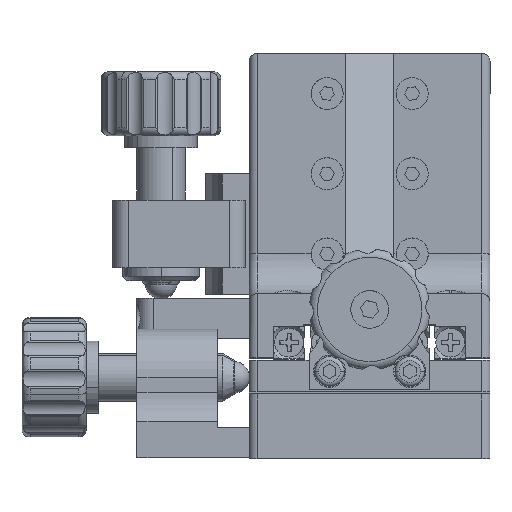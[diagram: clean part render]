
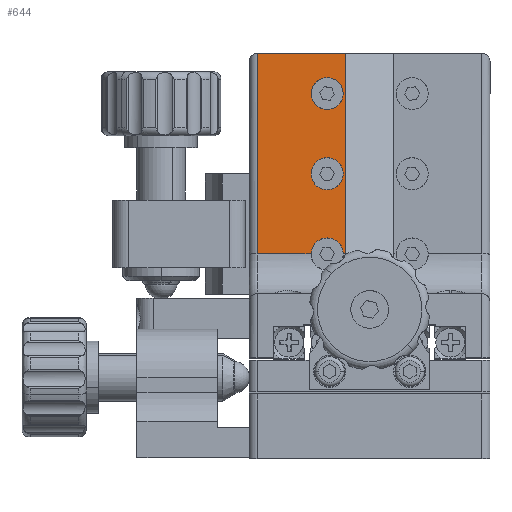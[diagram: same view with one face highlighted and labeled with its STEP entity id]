
A CAD part, top view. The second image highlights one B-rep face of the part: STEP entity #644.
In plain terms, the highlighted planar face has unit normal (0, 0, 1).
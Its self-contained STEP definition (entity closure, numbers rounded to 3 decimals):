
#644 = ADVANCED_FACE ( 'NONE', ( #65890, #71667, #4573 ), #9158, .F. ) ;
#699 = CIRCLE ( 'NONE', #72209, 2. ) ;
#718 = CARTESIAN_POINT ( 'NONE',  ( -3., 17.5, -15. ) ) ;
#949 = ORIENTED_EDGE ( 'NONE', *, *, #10187, .F. ) ;
#1116 = VERTEX_POINT ( 'NONE', #30643 ) ;
#1681 = DIRECTION ( 'NONE',  ( 1., 0., 0. ) ) ;
#1841 = CARTESIAN_POINT ( 'NONE',  ( -3.3, 27.5, -15. ) ) ;
#2132 = AXIS2_PLACEMENT_3D ( 'NONE', #14809, #46401, #9676 ) ;
#2157 = DIRECTION ( 'NONE',  ( 0., 0., 1. ) ) ;
#2943 = ORIENTED_EDGE ( 'NONE', *, *, #6118, .F. ) ;
#4573 = FACE_OUTER_BOUND ( 'NONE', #49559, .T. ) ;
#4706 = VERTEX_POINT ( 'NONE', #1841 ) ;
#5523 = VERTEX_POINT ( 'NONE', #718 ) ;
#6118 = EDGE_CURVE ( 'NONE', #1116, #5523, #62314, .T. ) ;
#6368 = EDGE_CURVE ( 'NONE', #8137, #10135, #23062, .T. ) ;
#8137 = VERTEX_POINT ( 'NONE', #70294 ) ;
#8524 = EDGE_CURVE ( 'NONE', #5523, #22163, #54425, .T. ) ;
#8976 = LINE ( 'NONE', #22221, #72211 ) ;
#9158 = PLANE ( 'NONE',  #2132 ) ;
#9405 = CARTESIAN_POINT ( 'NONE',  ( -3., 17.5, -15. ) ) ;
#9676 = DIRECTION ( 'NONE',  ( 0., -1., 0. ) ) ;
#10135 = VERTEX_POINT ( 'NONE', #43530 ) ;
#10187 = EDGE_CURVE ( 'NONE', #60900, #4706, #55179, .T. ) ;
#10370 = DIRECTION ( 'NONE',  ( 0., 0., 1. ) ) ;
#10604 = CARTESIAN_POINT ( 'NONE',  ( -14., 42.5, -15. ) ) ;
#13155 = ORIENTED_EDGE ( 'NONE', *, *, #69976, .F. ) ;
#13924 = AXIS2_PLACEMENT_3D ( 'NONE', #23289, #29466, #54066 ) ;
#14031 = DIRECTION ( 'NONE',  ( 0., 0., 1. ) ) ;
#14809 = CARTESIAN_POINT ( 'NONE',  ( -3., 42.5, -15. ) ) ;
#16461 = VERTEX_POINT ( 'NONE', #45453 ) ;
#16609 = DIRECTION ( 'NONE',  ( -1., 0., 0. ) ) ;
#19021 = AXIS2_PLACEMENT_3D ( 'NONE', #38929, #2157, #45054 ) ;
#19279 = VECTOR ( 'NONE', #58946, 1000. ) ;
#20296 = LINE ( 'NONE', #22257, #19279 ) ;
#21568 = CIRCLE ( 'NONE', #34908, 2. ) ;
#21760 = EDGE_CURVE ( 'NONE', #1116, #60629, #20296, .T. ) ;
#22163 = VERTEX_POINT ( 'NONE', #63586 ) ;
#22221 = CARTESIAN_POINT ( 'NONE',  ( -3., 17.5, -15. ) ) ;
#22257 = CARTESIAN_POINT ( 'NONE',  ( -3., 42.5, -15. ) ) ;
#23062 = CIRCLE ( 'NONE', #19021, 2. ) ;
#23289 = CARTESIAN_POINT ( 'NONE',  ( -5.3, 37.5, -15. ) ) ;
#23943 = CARTESIAN_POINT ( 'NONE',  ( -7.3, 17.5, -15. ) ) ;
#27825 = DIRECTION ( 'NONE',  ( 1., 0., 0. ) ) ;
#27895 = CARTESIAN_POINT ( 'NONE',  ( -14., 42.5, -15. ) ) ;
#28853 = VECTOR ( 'NONE', #71018, 1000. ) ;
#29466 = DIRECTION ( 'NONE',  ( 0., 0., 1. ) ) ;
#29559 = VECTOR ( 'NONE', #76167, 1000. ) ;
#30643 = CARTESIAN_POINT ( 'NONE',  ( -3., 42.5, -15. ) ) ;
#31170 = ORIENTED_EDGE ( 'NONE', *, *, #49671, .F. ) ;
#34908 = AXIS2_PLACEMENT_3D ( 'NONE', #58872, #10370, #27825 ) ;
#38929 = CARTESIAN_POINT ( 'NONE',  ( -5.3, 37.5, -15. ) ) ;
#42394 = EDGE_CURVE ( 'NONE', #60629, #16461, #51899, .T. ) ;
#43447 = ORIENTED_EDGE ( 'NONE', *, *, #8524, .F. ) ;
#43530 = CARTESIAN_POINT ( 'NONE',  ( -7.3, 37.5, -15. ) ) ;
#44293 = CARTESIAN_POINT ( 'NONE',  ( -5.3, 27.5, -15. ) ) ;
#44868 = AXIS2_PLACEMENT_3D ( 'NONE', #44293, #14031, #1681 ) ;
#45054 = DIRECTION ( 'NONE',  ( 1., 0., 0. ) ) ;
#45453 = CARTESIAN_POINT ( 'NONE',  ( -14., 17.5, -15. ) ) ;
#46401 = DIRECTION ( 'NONE',  ( 0., 0., -1. ) ) ;
#47366 = DIRECTION ( 'NONE',  ( 1., 0., 0. ) ) ;
#48242 = ORIENTED_EDGE ( 'NONE', *, *, #71518, .F. ) ;
#49559 = EDGE_LOOP ( 'NONE', ( #13155, #31170, #43447, #2943, #60148, #64789 ) ) ;
#49671 = EDGE_CURVE ( 'NONE', #22163, #71823, #699, .T. ) ;
#51899 = LINE ( 'NONE', #10604, #57693 ) ;
#54003 = CARTESIAN_POINT ( 'NONE',  ( -7.3, 27.5, -15. ) ) ;
#54066 = DIRECTION ( 'NONE',  ( 1., 0., 0. ) ) ;
#54405 = ORIENTED_EDGE ( 'NONE', *, *, #6368, .F. ) ;
#54425 = LINE ( 'NONE', #9405, #29559 ) ;
#55179 = CIRCLE ( 'NONE', #44868, 2. ) ;
#57693 = VECTOR ( 'NONE', #66573, 1000. ) ;
#58451 = CIRCLE ( 'NONE', #13924, 2. ) ;
#58872 = CARTESIAN_POINT ( 'NONE',  ( -5.3, 27.5, -15. ) ) ;
#58946 = DIRECTION ( 'NONE',  ( -1., 0., 0. ) ) ;
#59811 = EDGE_LOOP ( 'NONE', ( #48242, #949 ) ) ;
#60148 = ORIENTED_EDGE ( 'NONE', *, *, #21760, .T. ) ;
#60629 = VERTEX_POINT ( 'NONE', #27895 ) ;
#60900 = VERTEX_POINT ( 'NONE', #54003 ) ;
#61560 = EDGE_CURVE ( 'NONE', #10135, #8137, #58451, .T. ) ;
#62314 = LINE ( 'NONE', #70745, #28853 ) ;
#63586 = CARTESIAN_POINT ( 'NONE',  ( -3.3, 17.5, -15. ) ) ;
#64789 = ORIENTED_EDGE ( 'NONE', *, *, #42394, .T. ) ;
#65890 = FACE_BOUND ( 'NONE', #67923, .T. ) ;
#66573 = DIRECTION ( 'NONE',  ( 0., -1., 0. ) ) ;
#67923 = EDGE_LOOP ( 'NONE', ( #54405, #70232 ) ) ;
#69976 = EDGE_CURVE ( 'NONE', #71823, #16461, #8976, .T. ) ;
#70232 = ORIENTED_EDGE ( 'NONE', *, *, #61560, .F. ) ;
#70294 = CARTESIAN_POINT ( 'NONE',  ( -3.3, 37.5, -15. ) ) ;
#70745 = CARTESIAN_POINT ( 'NONE',  ( -3., 42.5, -15. ) ) ;
#71018 = DIRECTION ( 'NONE',  ( 0., -1., 0. ) ) ;
#71518 = EDGE_CURVE ( 'NONE', #4706, #60900, #21568, .T. ) ;
#71667 = FACE_BOUND ( 'NONE', #59811, .T. ) ;
#71823 = VERTEX_POINT ( 'NONE', #23943 ) ;
#72209 = AXIS2_PLACEMENT_3D ( 'NONE', #78191, #77918, #47366 ) ;
#72211 = VECTOR ( 'NONE', #16609, 1000. ) ;
#76167 = DIRECTION ( 'NONE',  ( -1., 0., 0. ) ) ;
#77918 = DIRECTION ( 'NONE',  ( 0., 0., 1. ) ) ;
#78191 = CARTESIAN_POINT ( 'NONE',  ( -5.3, 17.5, -15. ) ) ;
